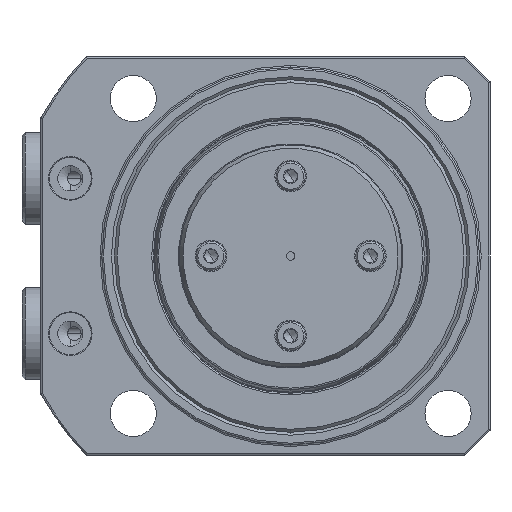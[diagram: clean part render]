
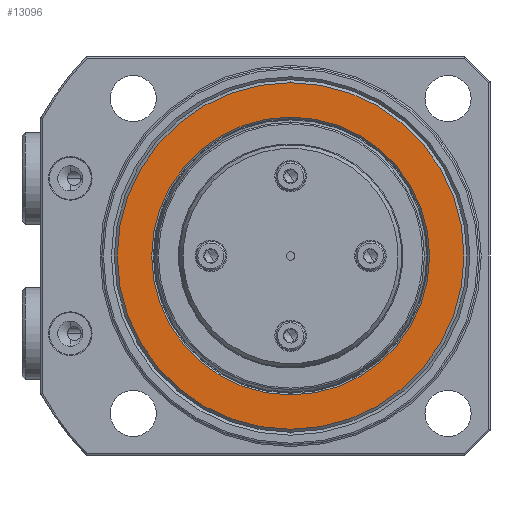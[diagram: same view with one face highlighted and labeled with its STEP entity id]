
A CAD part, front view. The second image highlights one B-rep face of the part: STEP entity #13096.
In plain terms, the highlighted face is planar.
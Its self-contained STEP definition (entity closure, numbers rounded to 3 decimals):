
#526 = CARTESIAN_POINT ( 'NONE',  ( 74., 0., 33.1 ) ) ;
#580 = CARTESIAN_POINT ( 'NONE',  ( 74., 0., 41.3 ) ) ;
#596 = CARTESIAN_POINT ( 'NONE',  ( 74., 0., -33.1 ) ) ;
#625 = CARTESIAN_POINT ( 'NONE',  ( 74., 0., -41.3 ) ) ;
#2204 = CIRCLE ( 'NONE', #9261, 33.1 ) ;
#2206 = CIRCLE ( 'NONE', #9263, 41.3 ) ;
#2351 = EDGE_CURVE ( 'NONE', #6558, #8688, #2206, .T. ) ;
#2353 = EDGE_CURVE ( 'NONE', #6574, #6504, #2204, .T. ) ;
#5291 = CARTESIAN_POINT ( 'NONE',  ( 74., 0., 0. ) ) ;
#5292 = DIRECTION ( 'NONE',  ( -1., 0., 0. ) ) ;
#5293 = DIRECTION ( 'NONE',  ( 0., 0., 1. ) ) ;
#5300 = CARTESIAN_POINT ( 'NONE',  ( 74., 0., 0. ) ) ;
#5301 = DIRECTION ( 'NONE',  ( -1., 0., 0. ) ) ;
#5302 = DIRECTION ( 'NONE',  ( 0., 0., 1. ) ) ;
#6504 = VERTEX_POINT ( 'NONE', #526 ) ;
#6558 = VERTEX_POINT ( 'NONE', #580 ) ;
#6574 = VERTEX_POINT ( 'NONE', #596 ) ;
#8184 = PLANE ( 'NONE',  #13722 ) ;
#8185 = CARTESIAN_POINT ( 'NONE',  ( 74., 0., 0. ) ) ;
#8186 = DIRECTION ( 'NONE',  ( 1., 0., 0. ) ) ;
#8187 = DIRECTION ( 'NONE',  ( 0., 0., -1. ) ) ;
#8688 = VERTEX_POINT ( 'NONE', #625 ) ;
#9220 = EDGE_LOOP ( 'NONE', ( #11153, #11152 ) ) ;
#9221 = EDGE_LOOP ( 'NONE', ( #11151, #11150 ) ) ;
#9261 = AXIS2_PLACEMENT_3D ( 'NONE', #10310, #10311, #10312 ) ;
#9263 = AXIS2_PLACEMENT_3D ( 'NONE', #10304, #10305, #10306 ) ;
#9933 = AXIS2_PLACEMENT_3D ( 'NONE', #5300, #5301, #5302 ) ;
#9949 = AXIS2_PLACEMENT_3D ( 'NONE', #5291, #5292, #5293 ) ;
#10304 = CARTESIAN_POINT ( 'NONE',  ( 74., 0., 0. ) ) ;
#10305 = DIRECTION ( 'NONE',  ( -1., 0., 0. ) ) ;
#10306 = DIRECTION ( 'NONE',  ( 0., 0., 1. ) ) ;
#10310 = CARTESIAN_POINT ( 'NONE',  ( 74., 0., 0. ) ) ;
#10311 = DIRECTION ( 'NONE',  ( -1., 0., 0. ) ) ;
#10312 = DIRECTION ( 'NONE',  ( 0., 0., 1. ) ) ;
#11150 = ORIENTED_EDGE ( 'NONE', *, *, #12442, .F. ) ;
#11151 = ORIENTED_EDGE ( 'NONE', *, *, #2351, .F. ) ;
#11152 = ORIENTED_EDGE ( 'NONE', *, *, #12445, .T. ) ;
#11153 = ORIENTED_EDGE ( 'NONE', *, *, #2353, .T. ) ;
#11991 = CIRCLE ( 'NONE', #9933, 33.1 ) ;
#11994 = CIRCLE ( 'NONE', #9949, 41.3 ) ;
#12442 = EDGE_CURVE ( 'NONE', #8688, #6558, #11994, .T. ) ;
#12445 = EDGE_CURVE ( 'NONE', #6504, #6574, #11991, .T. ) ;
#13096 = ADVANCED_FACE ( 'NONE', ( #13727, #13724 ), #8184, .T. ) ;
#13722 = AXIS2_PLACEMENT_3D ( 'NONE', #8185, #8186, #8187 ) ;
#13724 = FACE_OUTER_BOUND ( 'NONE', #9221, .T. ) ;
#13727 = FACE_BOUND ( 'NONE', #9220, .T. ) ;
